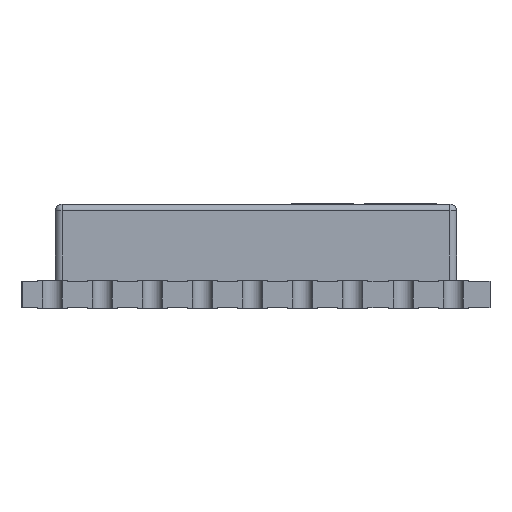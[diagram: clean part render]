
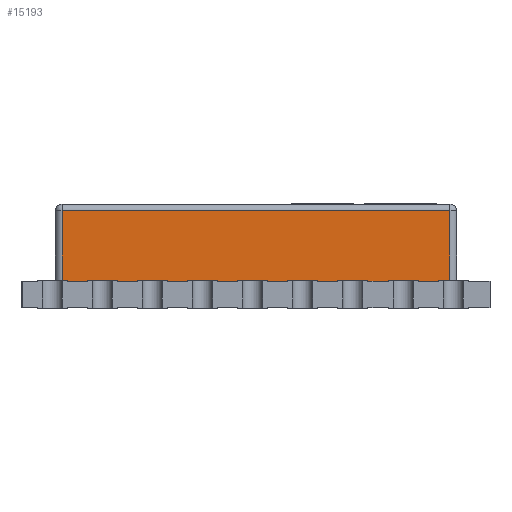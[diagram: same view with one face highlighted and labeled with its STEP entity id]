
A CAD part, left-side view. The second image highlights one B-rep face of the part: STEP entity #15193.
In plain terms, the highlighted planar face has unit normal (-1, 0, 0).
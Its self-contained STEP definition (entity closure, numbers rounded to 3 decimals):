
#619 = EDGE_CURVE ( 'NONE', #13021, #16150, #7094, .T. ) ;
#767 = CARTESIAN_POINT ( 'NONE',  ( -7.5, -6., 3.1 ) ) ;
#858 = ORIENTED_EDGE ( 'NONE', *, *, #619, .T. ) ;
#1064 = CARTESIAN_POINT ( 'NONE',  ( -7.5, -5.8, 3.1 ) ) ;
#2426 = CARTESIAN_POINT ( 'NONE',  ( -7.5, 5.8, 2.9 ) ) ;
#2513 = CARTESIAN_POINT ( 'NONE',  ( -7.5, -6., 0.8 ) ) ;
#3242 = CARTESIAN_POINT ( 'NONE',  ( -7.5, -5.8, 2.9 ) ) ;
#3804 = CARTESIAN_POINT ( 'NONE',  ( -7.5, 5.8, 3.1 ) ) ;
#5340 = ORIENTED_EDGE ( 'NONE', *, *, #12630, .T. ) ;
#5766 = VECTOR ( 'NONE', #20243, 1000. ) ;
#6160 = DIRECTION ( 'NONE',  ( 0., 0., 1. ) ) ;
#7094 = LINE ( 'NONE', #2513, #12755 ) ;
#7111 = CARTESIAN_POINT ( 'NONE',  ( -7.5, 6., 2.9 ) ) ;
#7376 = DIRECTION ( 'NONE',  ( 0., 0., -1. ) ) ;
#9184 = ORIENTED_EDGE ( 'NONE', *, *, #13030, .T. ) ;
#9380 = EDGE_CURVE ( 'NONE', #16150, #14298, #11089, .T. ) ;
#11089 = LINE ( 'NONE', #1064, #20140 ) ;
#11433 = CARTESIAN_POINT ( 'NONE',  ( -7.5, 5.8, 0.8 ) ) ;
#12375 = LINE ( 'NONE', #7111, #14925 ) ;
#12630 = EDGE_CURVE ( 'NONE', #17347, #13021, #13554, .T. ) ;
#12651 = PLANE ( 'NONE',  #13782 ) ;
#12755 = VECTOR ( 'NONE', #20914, 1000. ) ;
#13021 = VERTEX_POINT ( 'NONE', #11433 ) ;
#13030 = EDGE_CURVE ( 'NONE', #14298, #17347, #12375, .T. ) ;
#13554 = LINE ( 'NONE', #3804, #5766 ) ;
#13782 = AXIS2_PLACEMENT_3D ( 'NONE', #767, #17514, #7376 ) ;
#13935 = DIRECTION ( 'NONE',  ( 0., 1., 0. ) ) ;
#14298 = VERTEX_POINT ( 'NONE', #3242 ) ;
#14612 = EDGE_LOOP ( 'NONE', ( #9184, #5340, #858, #21528 ) ) ;
#14925 = VECTOR ( 'NONE', #13935, 1000. ) ;
#15193 = ADVANCED_FACE ( 'NONE', ( #15768 ), #12651, .F. ) ;
#15768 = FACE_OUTER_BOUND ( 'NONE', #14612, .T. ) ;
#16150 = VERTEX_POINT ( 'NONE', #19339 ) ;
#17347 = VERTEX_POINT ( 'NONE', #2426 ) ;
#17514 = DIRECTION ( 'NONE',  ( 1., 0., 0. ) ) ;
#19339 = CARTESIAN_POINT ( 'NONE',  ( -7.5, -5.8, 0.8 ) ) ;
#20140 = VECTOR ( 'NONE', #6160, 1000. ) ;
#20243 = DIRECTION ( 'NONE',  ( 0., 0., -1. ) ) ;
#20914 = DIRECTION ( 'NONE',  ( 0., -1., 0. ) ) ;
#21528 = ORIENTED_EDGE ( 'NONE', *, *, #9380, .T. ) ;
